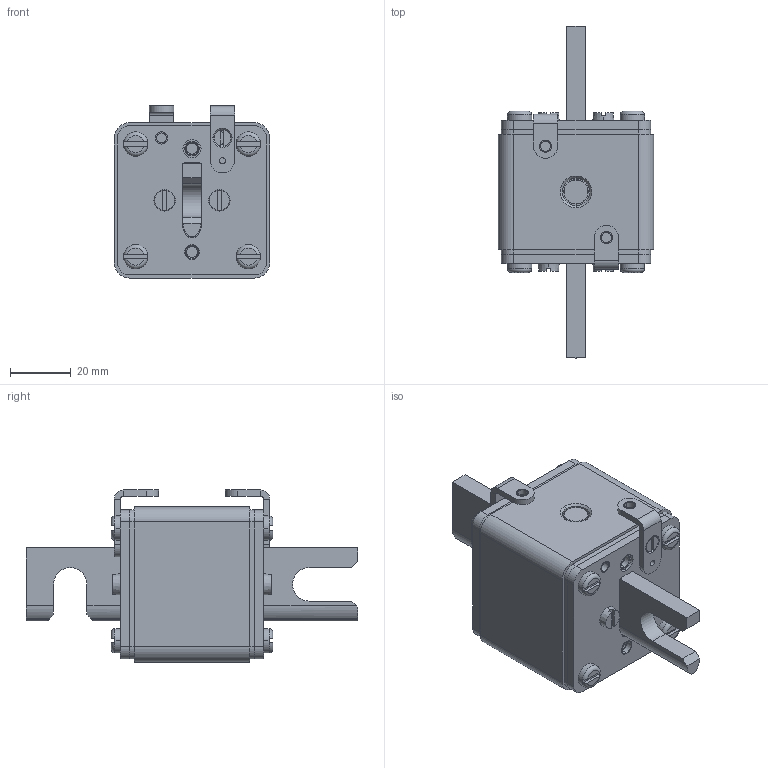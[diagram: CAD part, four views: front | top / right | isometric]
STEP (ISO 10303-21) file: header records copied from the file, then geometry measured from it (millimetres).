
FILE_DESCRIPTION((''),'2;1');
FILE_NAME('004383713_ASM','2021-11-25T',('said.beganovic'),('Audax d.o.o.'),'CREO PARAMETRIC BY PTC INC, 2017020','CREO PARAMETRIC BY PTC INC, 2017020','');
FILE_SCHEMA(('AUTOMOTIVE_DESIGN { 1 0 10303 214 1 1 1 1 }'));
Length unit declared in the file: millimetre
Products named in the file (16): 0000030083; 0000037877; 0000029902; 0000033541_AF0; 0000015247_AF0; 0000046224_ASM; 0000033540_AF0; 0000015247_AF1; 0000046227_ASM; 0000036699; 0000037876; 0000015360; 0000011599; 0000037871; 0000037881; 004383713_ASM
Assembly tree (32 placements, depth 3):
  004383713_ASM
    0000030083
    0000037877
    0000029902  x2
    0000046224_ASM
      0000033541_AF0
      0000015247_AF0
    0000046227_ASM
      0000033540_AF0
      0000015247_AF1
    0000036699  x2
    0000037876  x4
    0000015360  x8
    0000011599  x4
    0000037871  x2
    0000037881  x2
Bounding box: 51 x 109 x 56.5 mm (x, y, z)
Volume: 132307.8 mm3; surface area: 48785.1 mm2
Topology: 30 solids, 54 shells, 805 faces, 1948 edges, 1240 vertices
Faces by surface type: cylinder 355, plane 278, cone 88, torus 84
Entity records: 23729 total; most frequent: CARTESIAN_POINT 2769, DIRECTION 2472, ORIENTED_EDGE 2052, PRESENTATION_STYLE_ASSIGNMENT 1504, STYLED_ITEM 1453, CURVE_STYLE 1060, EDGE_CURVE 1060, AXIS2_PLACEMENT_3D 974
